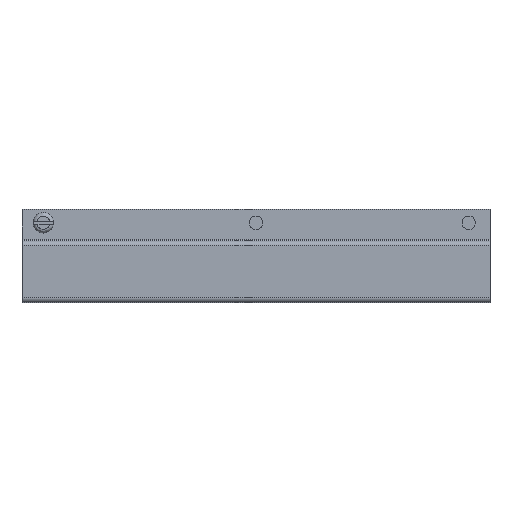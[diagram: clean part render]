
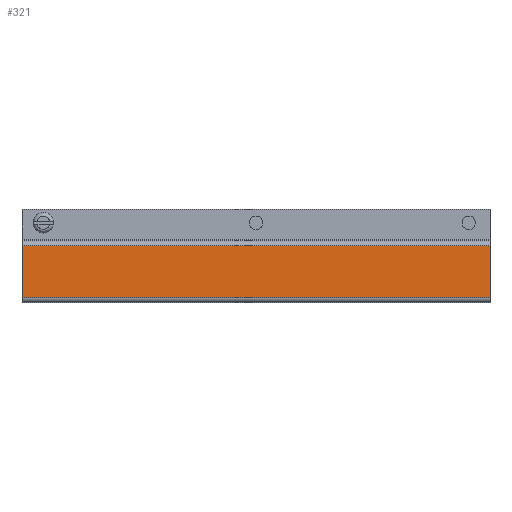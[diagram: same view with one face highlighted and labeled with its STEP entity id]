
A CAD part, top view. The second image highlights one B-rep face of the part: STEP entity #321.
In plain terms, the highlighted planar face has unit normal (0, 0, 1).
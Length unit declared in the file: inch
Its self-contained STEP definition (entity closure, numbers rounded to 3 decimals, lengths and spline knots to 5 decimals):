
#39 = AXIS2_PLACEMENT_3D ( 'NONE', #2065, #70, #1716 ) ;
#70 = DIRECTION ( 'NONE',  ( 0., 0., 1. ) ) ;
#97 = LINE ( 'NONE', #1796, #181 ) ;
#181 = VECTOR ( 'NONE', #1318, 39.37008 ) ;
#204 = VECTOR ( 'NONE', #1047, 39.37008 ) ;
#210 = CARTESIAN_POINT ( 'NONE',  ( -5.5, 0.2455, 0.572 ) ) ;
#275 = EDGE_LOOP ( 'NONE', ( #1933, #1858, #2033, #1488 ) ) ;
#317 = CARTESIAN_POINT ( 'NONE',  ( 5.5, 0.2455, 0.572 ) ) ;
#321 = ADVANCED_FACE ( 'NONE', ( #742 ), #919, .T. ) ;
#363 = CARTESIAN_POINT ( 'NONE',  ( -5.5, -0.986, 0.572 ) ) ;
#390 = LINE ( 'NONE', #363, #544 ) ;
#492 = EDGE_CURVE ( 'NONE', #1080, #1052, #390, .T. ) ;
#544 = VECTOR ( 'NONE', #2006, 39.37008 ) ;
#733 = CARTESIAN_POINT ( 'NONE',  ( -5.5, 1.094, 0.572 ) ) ;
#742 = FACE_OUTER_BOUND ( 'NONE', #275, .T. ) ;
#919 = PLANE ( 'NONE',  #39 ) ;
#1047 = DIRECTION ( 'NONE',  ( 1., 0., 0. ) ) ;
#1052 = VERTEX_POINT ( 'NONE', #1099 ) ;
#1080 = VERTEX_POINT ( 'NONE', #1923 ) ;
#1099 = CARTESIAN_POINT ( 'NONE',  ( -5.5, -0.986, 0.572 ) ) ;
#1218 = EDGE_CURVE ( 'NONE', #1516, #1080, #97, .T. ) ;
#1261 = VERTEX_POINT ( 'NONE', #1507 ) ;
#1273 = EDGE_CURVE ( 'NONE', #1261, #1516, #1695, .T. ) ;
#1318 = DIRECTION ( 'NONE',  ( 0., -1., 0. ) ) ;
#1390 = EDGE_CURVE ( 'NONE', #1052, #1261, #1893, .T. ) ;
#1488 = ORIENTED_EDGE ( 'NONE', *, *, #1390, .F. ) ;
#1507 = CARTESIAN_POINT ( 'NONE',  ( -5.5, 0.2455, 0.572 ) ) ;
#1516 = VERTEX_POINT ( 'NONE', #317 ) ;
#1548 = DIRECTION ( 'NONE',  ( 0., 1., 0. ) ) ;
#1695 = LINE ( 'NONE', #210, #204 ) ;
#1710 = VECTOR ( 'NONE', #1548, 39.37008 ) ;
#1716 = DIRECTION ( 'NONE',  ( 1., 0., 0. ) ) ;
#1796 = CARTESIAN_POINT ( 'NONE',  ( 5.5, -1.094, 0.572 ) ) ;
#1858 = ORIENTED_EDGE ( 'NONE', *, *, #1218, .F. ) ;
#1893 = LINE ( 'NONE', #733, #1710 ) ;
#1923 = CARTESIAN_POINT ( 'NONE',  ( 5.5, -0.986, 0.572 ) ) ;
#1933 = ORIENTED_EDGE ( 'NONE', *, *, #492, .F. ) ;
#2006 = DIRECTION ( 'NONE',  ( -1., 0., 0. ) ) ;
#2033 = ORIENTED_EDGE ( 'NONE', *, *, #1273, .F. ) ;
#2065 = CARTESIAN_POINT ( 'NONE',  ( -5.5, -1.094, 0.572 ) ) ;
